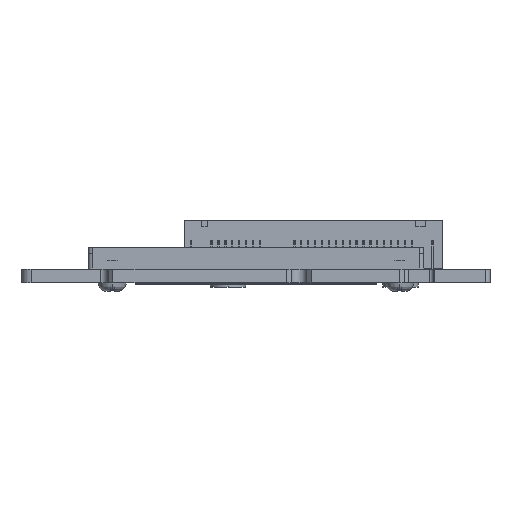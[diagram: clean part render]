
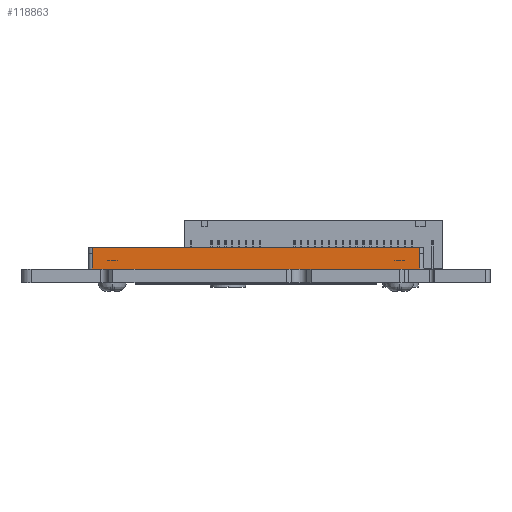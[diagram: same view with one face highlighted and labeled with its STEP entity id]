
A CAD part, front view. The second image highlights one B-rep face of the part: STEP entity #118863.
In plain terms, the highlighted planar face has unit normal (0, -1, 0).
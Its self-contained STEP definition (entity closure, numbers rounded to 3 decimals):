
#118491 = VERTEX_POINT('',#118492);
#118492 = CARTESIAN_POINT('',(2.292,-2.803,0.));
#118499 = EDGE_CURVE('',#118500,#118491,#118502,.T.);
#118500 = VERTEX_POINT('',#118501);
#118501 = CARTESIAN_POINT('',(-35.605,-2.803,0.));
#118502 = LINE('',#118503,#118504);
#118503 = CARTESIAN_POINT('',(-35.605,-2.803,0.));
#118504 = VECTOR('',#118505,1.);
#118505 = DIRECTION('',(1.,0.,0.));
#118843 = EDGE_CURVE('',#118844,#118500,#118846,.T.);
#118844 = VERTEX_POINT('',#118845);
#118845 = CARTESIAN_POINT('',(-35.605,-2.803,1.8));
#118846 = LINE('',#118847,#118848);
#118847 = CARTESIAN_POINT('',(-35.605,-2.803,1.8));
#118848 = VECTOR('',#118849,1.);
#118849 = DIRECTION('',(0.,0.,-1.));
#118863 = ADVANCED_FACE('',(#118864),#118898,.F.);
#118864 = FACE_BOUND('',#118865,.T.);
#118865 = EDGE_LOOP('',(#118866,#118876,#118882,#118883,#118884,#118892)
  );
#118866 = ORIENTED_EDGE('',*,*,#118867,.F.);
#118867 = EDGE_CURVE('',#118868,#118870,#118872,.T.);
#118868 = VERTEX_POINT('',#118869);
#118869 = CARTESIAN_POINT('',(-35.605,-2.803,2.5));
#118870 = VERTEX_POINT('',#118871);
#118871 = CARTESIAN_POINT('',(2.292,-2.803,2.5));
#118872 = LINE('',#118873,#118874);
#118873 = CARTESIAN_POINT('',(-36.105,-2.803,2.5));
#118874 = VECTOR('',#118875,1.);
#118875 = DIRECTION('',(1.,0.,0.));
#118876 = ORIENTED_EDGE('',*,*,#118877,.T.);
#118877 = EDGE_CURVE('',#118868,#118844,#118878,.T.);
#118878 = LINE('',#118879,#118880);
#118879 = CARTESIAN_POINT('',(-35.605,-2.803,1.8));
#118880 = VECTOR('',#118881,1.);
#118881 = DIRECTION('',(0.,0.,-1.));
#118882 = ORIENTED_EDGE('',*,*,#118843,.T.);
#118883 = ORIENTED_EDGE('',*,*,#118499,.T.);
#118884 = ORIENTED_EDGE('',*,*,#118885,.F.);
#118885 = EDGE_CURVE('',#118886,#118491,#118888,.T.);
#118886 = VERTEX_POINT('',#118887);
#118887 = CARTESIAN_POINT('',(2.292,-2.803,1.8));
#118888 = LINE('',#118889,#118890);
#118889 = CARTESIAN_POINT('',(2.292,-2.803,1.8));
#118890 = VECTOR('',#118891,1.);
#118891 = DIRECTION('',(0.,0.,-1.));
#118892 = ORIENTED_EDGE('',*,*,#118893,.T.);
#118893 = EDGE_CURVE('',#118886,#118870,#118894,.T.);
#118894 = LINE('',#118895,#118896);
#118895 = CARTESIAN_POINT('',(2.292,-2.803,1.8));
#118896 = VECTOR('',#118897,1.);
#118897 = DIRECTION('',(0.,0.,1.));
#118898 = PLANE('',#118899);
#118899 = AXIS2_PLACEMENT_3D('',#118900,#118901,#118902);
#118900 = CARTESIAN_POINT('',(-35.605,-2.803,1.8));
#118901 = DIRECTION('',(0.,1.,0.));
#118902 = DIRECTION('',(0.,0.,1.));
